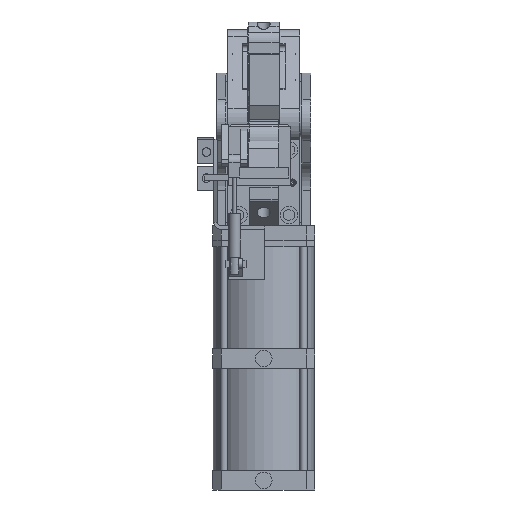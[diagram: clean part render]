
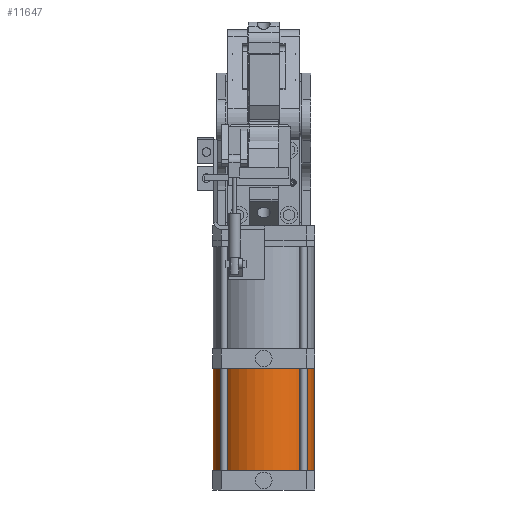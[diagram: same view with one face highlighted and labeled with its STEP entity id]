
A CAD part, left-side view. The second image highlights one B-rep face of the part: STEP entity #11647.
In plain terms, the highlighted cylindrical face has radius 70 mm (diameter 140 mm), a partial arc.
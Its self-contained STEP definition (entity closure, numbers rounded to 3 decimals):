
#11544=CARTESIAN_POINT('Vertex',(60.,70.,-345.)) ;
#11546=CARTESIAN_POINT('Vertex',(60.,-70.,-345.)) ;
#11549=CARTESIAN_POINT('Axis2P3D Location',(60.,0.,-345.)) ;
#11586=CARTESIAN_POINT('Vertex',(60.,70.,-487.)) ;
#11588=CARTESIAN_POINT('Vertex',(60.,-70.,-487.)) ;
#11591=CARTESIAN_POINT('Axis2P3D Location',(60.,0.,-487.)) ;
#11619=CARTESIAN_POINT('Axis2P3D Location',(60.,0.,-345.)) ;
#11624=CARTESIAN_POINT('Line Origine',(60.,-70.,-416.)) ;
#11629=CARTESIAN_POINT('Line Origine',(60.,70.,-416.)) ;
#11550=DIRECTION('Axis2P3D Direction',(0.,0.,-1.)) ;
#11592=DIRECTION('Axis2P3D Direction',(0.,0.,-1.)) ;
#11620=DIRECTION('Axis2P3D Direction',(0.,0.,-1.)) ;
#11621=DIRECTION('Axis2P3D XDirection',(0.,1.,0.)) ;
#11625=DIRECTION('Vector Direction',(0.,0.,-1.)) ;
#11630=DIRECTION('Vector Direction',(0.,0.,-1.)) ;
#11551=AXIS2_PLACEMENT_3D('Circle Axis2P3D',#11549,#11550,$) ;
#11593=AXIS2_PLACEMENT_3D('Circle Axis2P3D',#11591,#11592,$) ;
#11622=AXIS2_PLACEMENT_3D('Cylinder Axis2P3D',#11619,#11620,#11621) ;
#11642=ORIENTED_EDGE('',*,*,#11553,.T.) ;
#11643=ORIENTED_EDGE('',*,*,#11633,.T.) ;
#11644=ORIENTED_EDGE('',*,*,#11595,.F.) ;
#11645=ORIENTED_EDGE('',*,*,#11628,.F.) ;
#11626=VECTOR('Line Direction',#11625,1.) ;
#11631=VECTOR('Line Direction',#11630,1.) ;
#11647=ADVANCED_FACE('Body.13 ( 7472523100_PFS_900-120PU_6-8_3_PRAEGEZANGE_091028 - *MASTER - *SET1 - *DIT1 - PFS 900-120PU - *SET8 - *DIT4 - ZYLINDER PFS - *SET8 - *DIT26 - ZYL.ROHR-75GRAD - *SET7 - *SOL21 - *SOL21 )',(#11646),#11623,.T.) ;
#11552=CIRCLE('generated circle',#11551,70.) ;
#11594=CIRCLE('generated circle',#11593,70.) ;
#11623=CYLINDRICAL_SURFACE('generated cylinder',#11622,70.) ;
#11553=EDGE_CURVE('',#11547,#11545,#11552,.T.) ;
#11595=EDGE_CURVE('',#11589,#11587,#11594,.T.) ;
#11628=EDGE_CURVE('',#11547,#11589,#11627,.T.) ;
#11633=EDGE_CURVE('',#11545,#11587,#11632,.T.) ;
#11641=EDGE_LOOP('',(#11642,#11643,#11644,#11645)) ;
#11646=FACE_OUTER_BOUND('',#11641,.T.) ;
#11627=LINE('Line',#11624,#11626) ;
#11632=LINE('Line',#11629,#11631) ;
#11545=VERTEX_POINT('',#11544) ;
#11547=VERTEX_POINT('',#11546) ;
#11587=VERTEX_POINT('',#11586) ;
#11589=VERTEX_POINT('',#11588) ;
